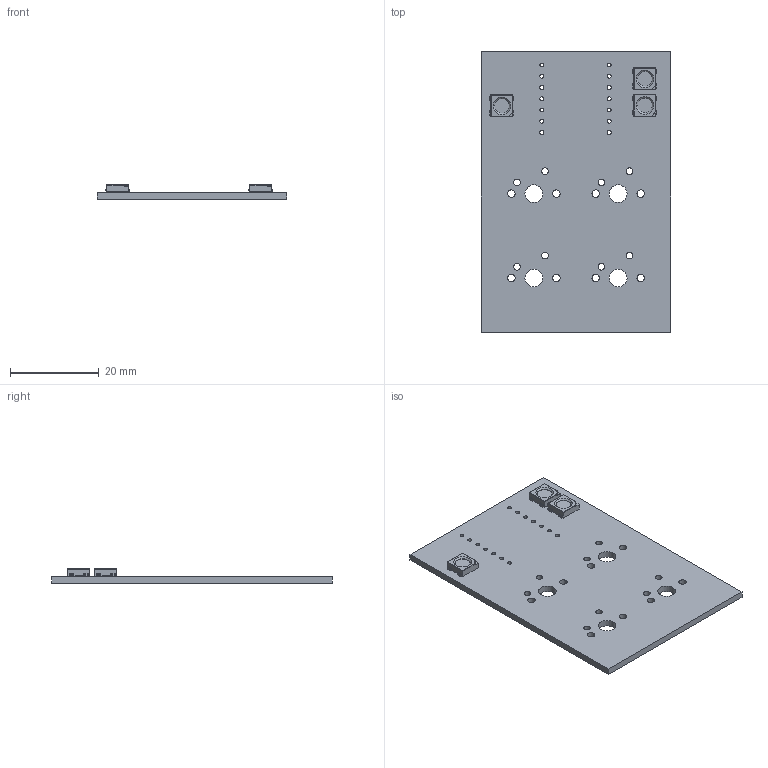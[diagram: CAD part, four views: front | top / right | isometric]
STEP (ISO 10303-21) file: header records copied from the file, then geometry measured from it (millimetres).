
FILE_DESCRIPTION(('KiCad electronic assembly'),'2;1');
FILE_NAME('macpad.step','2026-01-27T00:19:15',('Pcbnew'),('Kicad'), 'Open CASCADE STEP processor 7.8','KiCad to STEP converter','Unknown' );
FILE_SCHEMA(('AUTOMOTIVE_DESIGN { 1 0 10303 214 1 1 1 1 }'));
Length unit declared in the file: millimetre
Products named in the file (3): macpad 1; LED_SK6812_PLCC4_5.0x5.0mm_P3.2mm; macpad_PCB
Assembly tree (4 placements, depth 2):
  macpad 1
    LED_SK6812_PLCC4_5.0x5.0mm_P3.2mm  x3
    macpad_PCB
Bounding box: 42.7 x 63.3 x 3.29 mm (x, y, z)
Volume: 4052.7 mm3; surface area: 6072.3 mm2
Topology: 4 solids, 4 shells, 244 faces, 717 edges, 472 vertices
Faces by surface type: plane 141, cylinder 100, cone 3
Full cylindrical faces by diameter (mm): 0.889 x14, 1.5 x8, 1.7 x8, 3.333 x3, 4 x4
Entity records: 4300 total; most frequent: DIRECTION 649, CARTESIAN_POINT 636, ORIENTED_EDGE 630, EDGE_CURVE 315, AXIS2_PLACEMENT_3D 221, VERTEX_POINT 208, LINE 207, VECTOR 207
